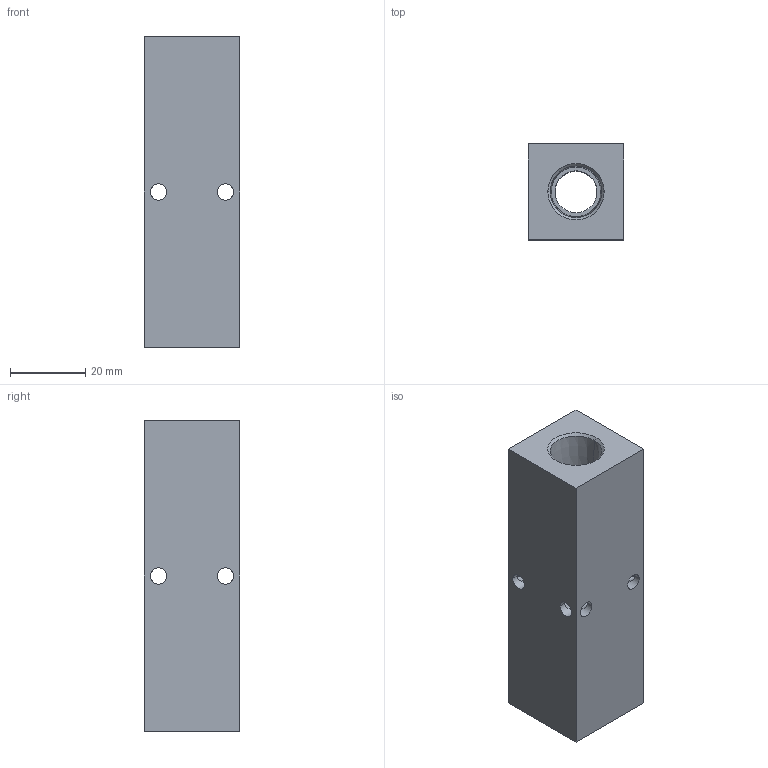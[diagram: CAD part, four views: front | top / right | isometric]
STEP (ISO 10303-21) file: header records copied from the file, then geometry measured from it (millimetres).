
FILE_DESCRIPTION (( 'STEP AP203' ), '1' );
FILE_NAME ('MRA-2CB-W.STEP', '2021-04-26T10:20:24', ( '' ), ( '' ), 'SwSTEP 2.0', 'SolidWorks 2021', '' );
FILE_SCHEMA (( 'CONFIG_CONTROL_DESIGN' ));
Length unit declared in the file: inch
Products named in the file (1): MRA-2CB-W
Bounding box: 25.4 x 25.4 x 82.55 mm (x, y, z)
Volume: 41871.7 mm3; surface area: 13661.9 mm2
Topology: 1 solids, 1 shells, 56 faces, 142 edges, 84 vertices
Faces by surface type: cylinder 30, cone 16, plane 10
Entity records: 1925 total; most frequent: CARTESIAN_POINT 531, ORIENTED_EDGE 284, DIRECTION 268, EDGE_CURVE 142, AXIS2_PLACEMENT_3D 105, VERTEX_POINT 84, EDGE_LOOP 74, VECTOR 58
